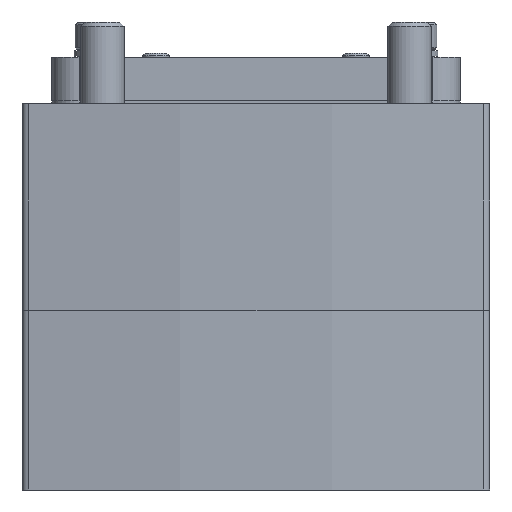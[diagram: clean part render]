
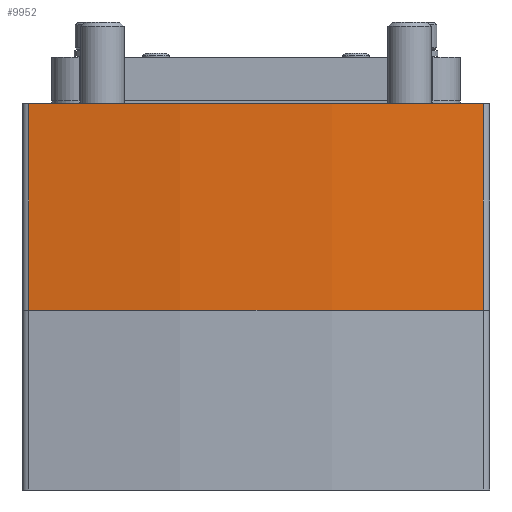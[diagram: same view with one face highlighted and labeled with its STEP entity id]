
A CAD part, front view. The second image highlights one B-rep face of the part: STEP entity #9952.
In plain terms, the highlighted cylindrical face has radius 258 mm (diameter 516 mm), a partial arc.
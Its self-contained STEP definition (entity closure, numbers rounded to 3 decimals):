
#522=CYLINDRICAL_SURFACE('',#10851,258.);
#824=LINE('',#15695,#1460);
#825=LINE('',#15697,#1461);
#1460=VECTOR('',#12445,1000.);
#1461=VECTOR('',#12448,1000.);
#2289=ORIENTED_EDGE('',*,*,#5049,.T.);
#2290=ORIENTED_EDGE('',*,*,#5061,.F.);
#2291=ORIENTED_EDGE('',*,*,#4987,.F.);
#2292=ORIENTED_EDGE('',*,*,#5060,.T.);
#4987=EDGE_CURVE('',#6374,#6375,#7329,.T.);
#5049=EDGE_CURVE('',#6427,#6426,#7361,.T.);
#5060=EDGE_CURVE('',#6374,#6427,#824,.T.);
#5061=EDGE_CURVE('',#6375,#6426,#825,.T.);
#6374=VERTEX_POINT('',#15552);
#6375=VERTEX_POINT('',#15554);
#6426=VERTEX_POINT('',#15672);
#6427=VERTEX_POINT('',#15674);
#7329=CIRCLE('',#10799,258.);
#7361=CIRCLE('',#10840,258.);
#7938=EDGE_LOOP('',(#2289,#2290,#2291,#2292));
#8807=FACE_BOUND('',#7938,.T.);
#9952=ADVANCED_FACE('',(#8807),#522,.T.);
#10799=AXIS2_PLACEMENT_3D('',#15553,#12308,#12309);
#10840=AXIS2_PLACEMENT_3D('',#15673,#12417,#12418);
#10851=AXIS2_PLACEMENT_3D('',#15696,#12446,#12447);
#12308=DIRECTION('',(0.,1.,0.));
#12309=DIRECTION('',(1.,0.,0.));
#12417=DIRECTION('',(0.,1.,0.));
#12418=DIRECTION('',(1.,0.,0.));
#12445=DIRECTION('',(0.,-1.,0.));
#12446=DIRECTION('',(0.,-1.,0.));
#12447=DIRECTION('',(0.,0.,-1.));
#12448=DIRECTION('',(0.,-1.,0.));
#15552=CARTESIAN_POINT('',(41.743,38.,-185.101));
#15553=CARTESIAN_POINT('',(0.,38.,69.5));
#15554=CARTESIAN_POINT('',(-41.743,38.,-185.101));
#15672=CARTESIAN_POINT('',(-41.743,0.,-185.101));
#15673=CARTESIAN_POINT('',(0.,0.,69.5));
#15674=CARTESIAN_POINT('',(41.743,0.,-185.101));
#15695=CARTESIAN_POINT('',(41.743,38.,-185.101));
#15696=CARTESIAN_POINT('',(0.,38.,69.5));
#15697=CARTESIAN_POINT('',(-41.743,38.,-185.101));
